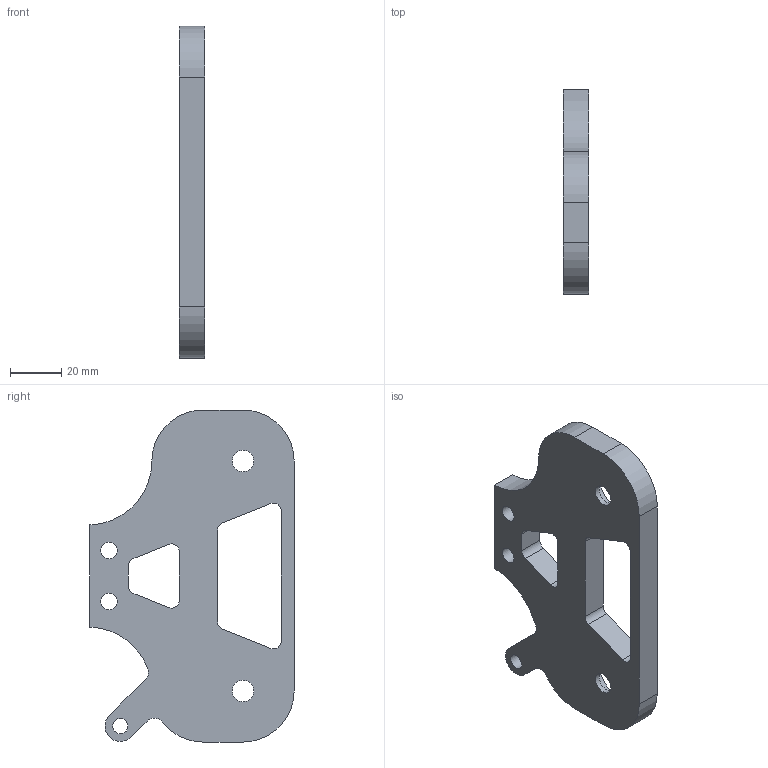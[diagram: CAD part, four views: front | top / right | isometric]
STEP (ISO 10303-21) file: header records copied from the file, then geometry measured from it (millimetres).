
FILE_DESCRIPTION(/* description */ (''),/* implementation_level */ '2;1');
FILE_NAME(/* name */ 'Forplate.stp',/* time_stamp */ '2025-08-07T16:56:41+02:00',/* author */ ('roone'),/* organization */ (''),/* preprocessor_version */ 'ST-DEVELOPER v20',/* originating_system */ 'Autodesk Inventor 2025',/* authorisation */ '');
FILE_SCHEMA (('AUTOMOTIVE_DESIGN { 1 0 10303 214 3 1 1 }'));
Length unit declared in the file: millimetre
Products named in the file (1): A - Forplate
Bounding box: 10 x 80 x 130 mm (x, y, z)
Volume: 58221.4 mm3; surface area: 21409.7 mm2
Topology: 1 solids, 1 shells, 42 faces, 114 edges, 76 vertices
Faces by surface type: cylinder 24, plane 18
Full cylindrical faces by diameter (mm): 6 x1, 6.4 x2, 8.4 x2, 26 x2
Entity records: 1417 total; most frequent: DIRECTION 248, CARTESIAN_POINT 233, ORIENTED_EDGE 228, EDGE_CURVE 114, AXIS2_PLACEMENT_3D 91, VERTEX_POINT 76, LINE 66, VECTOR 66
